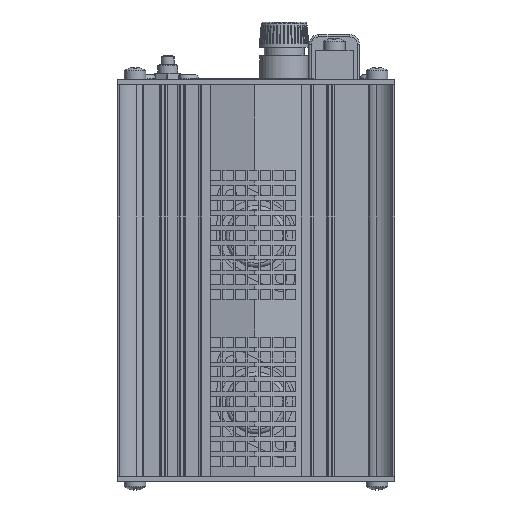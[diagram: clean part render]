
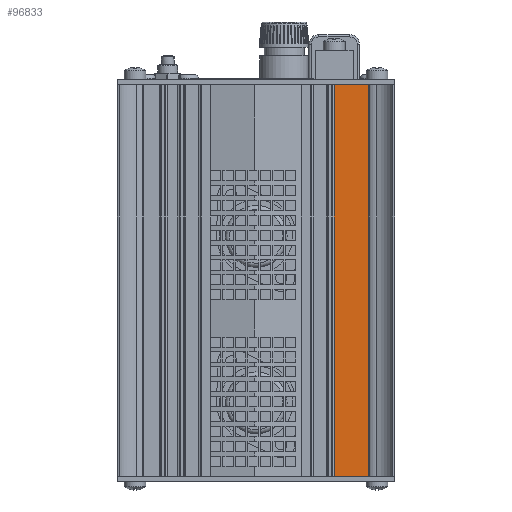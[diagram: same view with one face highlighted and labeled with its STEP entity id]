
A CAD part, left-side view. The second image highlights one B-rep face of the part: STEP entity #96833.
In plain terms, the highlighted planar face has unit normal (-1, 0, 0).
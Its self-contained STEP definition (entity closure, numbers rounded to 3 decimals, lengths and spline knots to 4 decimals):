
#2106=PLANE('',#102453);
#5952=LINE('',#130976,#17493);
#5953=LINE('',#130980,#17494);
#5954=LINE('',#130982,#17495);
#5955=LINE('',#130983,#17496);
#17493=VECTOR('',#108082,0.3937);
#17494=VECTOR('',#108087,0.3937);
#17495=VECTOR('',#108088,0.3937);
#17496=VECTOR('',#108089,0.3937);
#32007=FACE_OUTER_BOUND('',#37059,.T.);
#37059=EDGE_LOOP('',(#68301,#68302,#68303,#68304));
#44591=VERTEX_POINT('',#130973);
#44592=VERTEX_POINT('',#130975);
#44593=VERTEX_POINT('',#130979);
#44594=VERTEX_POINT('',#130981);
#54111=EDGE_CURVE('',#44592,#44591,#5952,.T.);
#54113=EDGE_CURVE('',#44591,#44593,#5953,.T.);
#54114=EDGE_CURVE('',#44594,#44593,#5954,.T.);
#54115=EDGE_CURVE('',#44592,#44594,#5955,.T.);
#68301=ORIENTED_EDGE('',*,*,#54113,.T.);
#68302=ORIENTED_EDGE('',*,*,#54114,.F.);
#68303=ORIENTED_EDGE('',*,*,#54115,.F.);
#68304=ORIENTED_EDGE('',*,*,#54111,.T.);
#96833=ADVANCED_FACE('',(#32007),#2106,.T.);
#102453=AXIS2_PLACEMENT_3D('',#130978,#108085,#108086);
#108082=DIRECTION('',(0.,0.,-1.));
#108085=DIRECTION('center_axis',(-1.,0.,0.));
#108086=DIRECTION('ref_axis',(0.,0.,1.));
#108087=DIRECTION('',(0.,-1.,0.));
#108088=DIRECTION('',(0.,0.,-1.));
#108089=DIRECTION('',(0.,-1.,0.));
#130973=CARTESIAN_POINT('',(-4.3011,3.2294,-4.858));
#130975=CARTESIAN_POINT('',(-4.3011,3.2294,0.));
#130976=CARTESIAN_POINT('',(-4.3011,3.2294,0.));
#130978=CARTESIAN_POINT('Origin',(-4.3011,2.8297,0.));
#130979=CARTESIAN_POINT('',(-4.3011,2.6997,-4.858));
#130980=CARTESIAN_POINT('',(-4.3011,2.8297,-4.858));
#130981=CARTESIAN_POINT('',(-4.3011,2.6997,0.));
#130982=CARTESIAN_POINT('',(-4.3011,2.6997,0.));
#130983=CARTESIAN_POINT('',(-4.3011,3.2294,0.));
